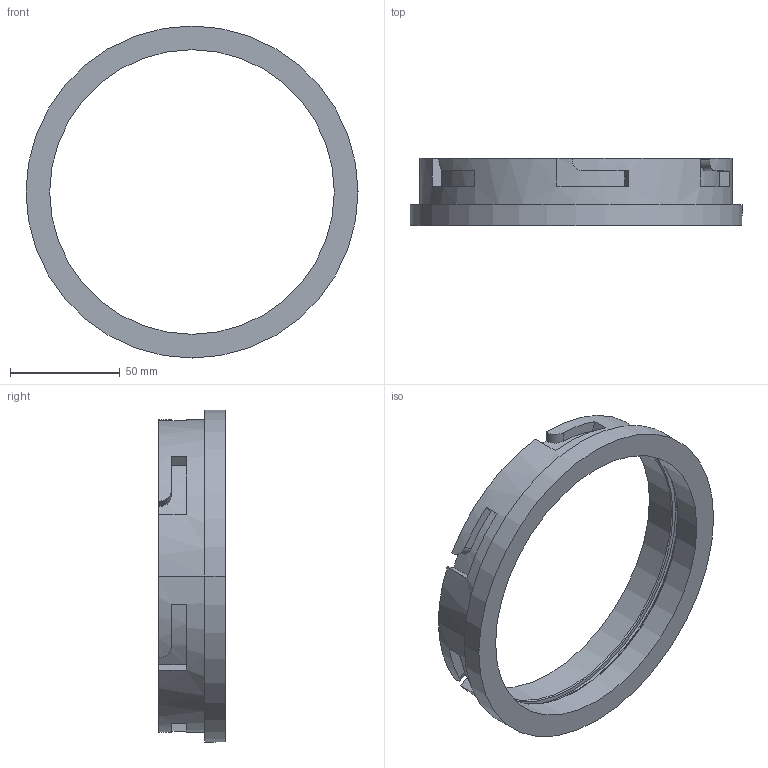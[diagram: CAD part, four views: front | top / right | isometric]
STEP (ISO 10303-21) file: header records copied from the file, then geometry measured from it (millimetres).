
FILE_DESCRIPTION (( 'STEP AP203' ), '1' );
FILE_NAME ('twist_coupling_toMachine.STEP', '2019-04-04T20:31:46', ( '' ), ( '' ), 'SwSTEP 2.0', 'SolidWorks 2018', '' );
FILE_SCHEMA (( 'CONFIG_CONTROL_DESIGN' ));
Length unit declared in the file: inch
Products named in the file (1): twist_coupling_toMachine
Bounding box: 151.13 x 30.48 x 151.13 mm (x, y, z)
Volume: 90336.3 mm3; surface area: 40012.7 mm2
Topology: 1 solids, 1 shells, 65 faces, 172 edges, 112 vertices
Faces by surface type: plane 35, cylinder 22, torus 8
Entity records: 2321 total; most frequent: CARTESIAN_POINT 578, DIRECTION 364, ORIENTED_EDGE 344, EDGE_CURVE 172, AXIS2_PLACEMENT_3D 138, VERTEX_POINT 112, VECTOR 88, LINE 88
